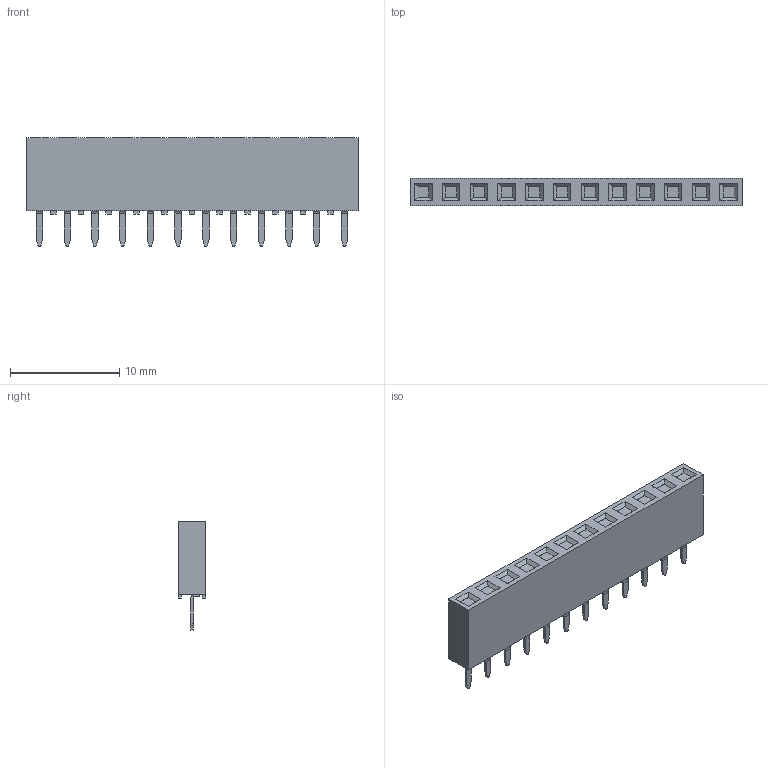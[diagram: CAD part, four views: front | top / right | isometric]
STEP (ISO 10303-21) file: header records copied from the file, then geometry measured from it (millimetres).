
FILE_DESCRIPTION((''),'2;1');
FILE_NAME('FCI_76341-312LF.stp','2014-06-26T13:16:20',(''),(''),'Mechanical Desktop 2011','Mechanical Desktop 2011',', , ');
FILE_SCHEMA(('AUTOMOTIVE_DESIGN { 1 2 10303 214 1 1 1 1 }'));
Length unit declared in the file: millimetre
Products named in the file (1): Product
Bounding box: 30.4 x 2.54 x 9.96 mm (x, y, z)
Volume: 517.4 mm3; surface area: 846.1 mm2
Topology: 36 solids, 36 shells, 376 faces, 894 edges, 580 vertices
Faces by surface type: plane 316, cylinder 60
Entity records: 10742 total; most frequent: CARTESIAN_POINT 1851, ORIENTED_EDGE 1788, DIRECTION 1768, EDGE_CURVE 894, VECTOR 774, LINE 774, VERTEX_POINT 580, AXIS2_PLACEMENT_3D 497
